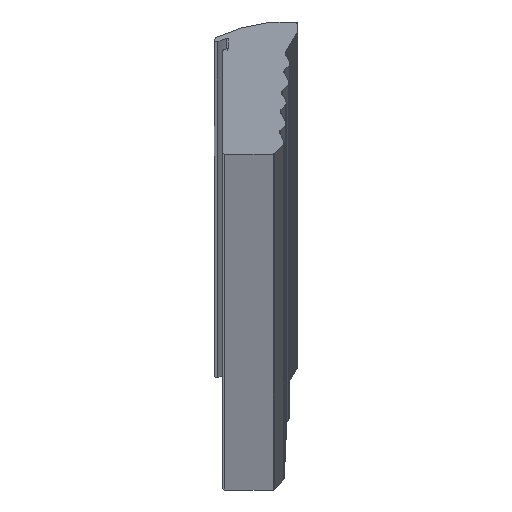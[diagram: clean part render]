
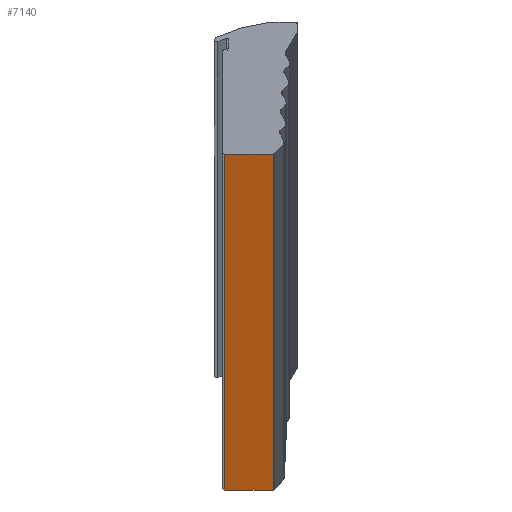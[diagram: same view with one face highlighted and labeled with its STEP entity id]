
A CAD part, top view. The second image highlights one B-rep face of the part: STEP entity #7140.
In plain terms, the highlighted planar face has unit normal (0, -1, 0).
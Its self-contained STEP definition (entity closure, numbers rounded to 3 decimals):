
#321 = VECTOR ( 'NONE', #12516, 1000. ) ;
#3175 = DIRECTION ( 'NONE',  ( 0., 0., -1. ) ) ;
#3325 = VERTEX_POINT ( 'NONE', #8006 ) ;
#4112 = LINE ( 'NONE', #14549, #13077 ) ;
#4299 = CARTESIAN_POINT ( 'NONE',  ( 0.3, -6.85, -12500. ) ) ;
#5178 = ORIENTED_EDGE ( 'NONE', *, *, #10671, .T. ) ;
#5474 = LINE ( 'NONE', #17418, #12021 ) ;
#6435 = AXIS2_PLACEMENT_3D ( 'NONE', #16253, #6930, #11718 ) ;
#6628 = VERTEX_POINT ( 'NONE', #4299 ) ;
#6687 = EDGE_CURVE ( 'NONE', #3325, #7731, #4112, .T. ) ;
#6930 = DIRECTION ( 'NONE',  ( 0., 1., 0. ) ) ;
#7140 = ADVANCED_FACE ( 'NONE', ( #14645 ), #14615, .F. ) ;
#7731 = VERTEX_POINT ( 'NONE', #14779 ) ;
#8006 = CARTESIAN_POINT ( 'NONE',  ( 0.3, -6.85, 12500. ) ) ;
#8485 = CARTESIAN_POINT ( 'NONE',  ( 6.574, -6.85, -12500. ) ) ;
#8879 = DIRECTION ( 'NONE',  ( 0., 0., -1. ) ) ;
#9088 = ORIENTED_EDGE ( 'NONE', *, *, #13313, .F. ) ;
#10671 = EDGE_CURVE ( 'NONE', #3325, #6628, #18725, .T. ) ;
#11541 = EDGE_LOOP ( 'NONE', ( #12773, #9088, #15810, #5178 ) ) ;
#11718 = DIRECTION ( 'NONE',  ( 0., 0., 1. ) ) ;
#11727 = EDGE_CURVE ( 'NONE', #6628, #15315, #13740, .T. ) ;
#12021 = VECTOR ( 'NONE', #3175, 1000. ) ;
#12516 = DIRECTION ( 'NONE',  ( 1., 0., 0. ) ) ;
#12773 = ORIENTED_EDGE ( 'NONE', *, *, #11727, .T. ) ;
#13077 = VECTOR ( 'NONE', #16182, 1000. ) ;
#13313 = EDGE_CURVE ( 'NONE', #7731, #15315, #5474, .T. ) ;
#13740 = LINE ( 'NONE', #19097, #321 ) ;
#14549 = CARTESIAN_POINT ( 'NONE',  ( 0.3, -6.85, 12500. ) ) ;
#14615 = PLANE ( 'NONE',  #6435 ) ;
#14645 = FACE_OUTER_BOUND ( 'NONE', #11541, .T. ) ;
#14779 = CARTESIAN_POINT ( 'NONE',  ( 6.574, -6.85, 12500. ) ) ;
#15315 = VERTEX_POINT ( 'NONE', #8485 ) ;
#15810 = ORIENTED_EDGE ( 'NONE', *, *, #6687, .F. ) ;
#15991 = VECTOR ( 'NONE', #8879, 1000. ) ;
#16182 = DIRECTION ( 'NONE',  ( 1., 0., 0. ) ) ;
#16253 = CARTESIAN_POINT ( 'NONE',  ( 0.3, -6.85, 12500. ) ) ;
#17418 = CARTESIAN_POINT ( 'NONE',  ( 6.574, -6.85, 12500. ) ) ;
#18515 = CARTESIAN_POINT ( 'NONE',  ( 0.3, -6.85, 12500. ) ) ;
#18725 = LINE ( 'NONE', #18515, #15991 ) ;
#19097 = CARTESIAN_POINT ( 'NONE',  ( 0.3, -6.85, -12500. ) ) ;
